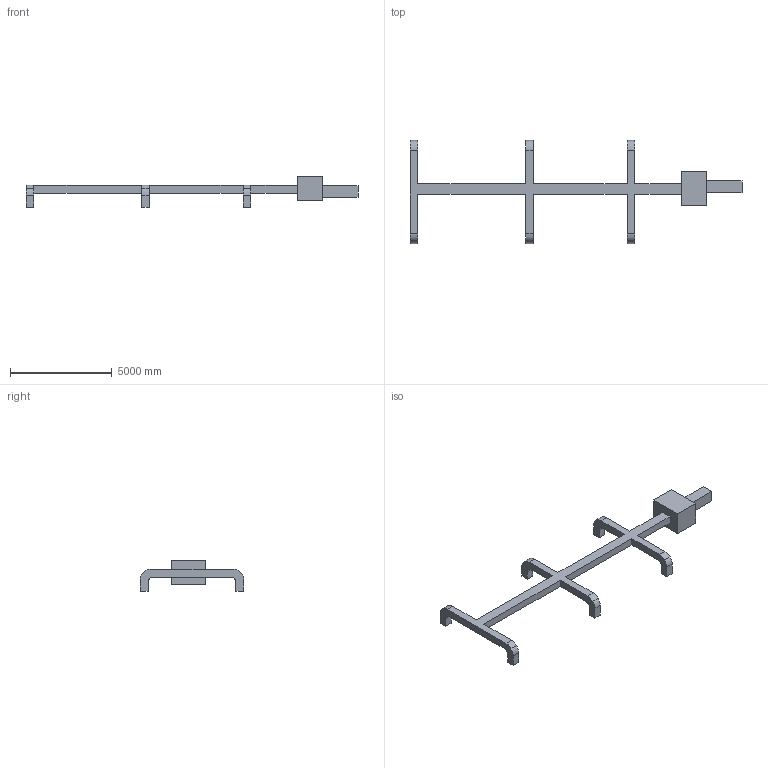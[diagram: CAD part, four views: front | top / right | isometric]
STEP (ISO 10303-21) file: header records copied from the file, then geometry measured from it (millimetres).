
FILE_DESCRIPTION(('STEP AP214'),'1');
FILE_NAME('duct.stp','2023-11-07T16:49:31',(' '),(' '),'Spatial InterOp 3D',' ',' ');
FILE_SCHEMA(('AUTOMOTIVE_DESIGN { 1 0 10303 214 1 1 1 1 }'));
Length unit declared in the file: metre
Products named in the file (1): Solid
Bounding box: 16353.05 x 5082.92 x 1520.37 mm (x, y, z)
Volume: 8264059425.1 mm3; surface area: 65506098.7 mm2
Topology: 1 solids, 1 shells, 72 faces, 204 edges, 136 vertices
Faces by surface type: plane 48, cylinder 24
Entity records: 2361 total; most frequent: CARTESIAN_POINT 413, ORIENTED_EDGE 408, DIRECTION 398, EDGE_CURVE 204, LINE 156, VECTOR 156, VERTEX_POINT 136, AXIS2_PLACEMENT_3D 121
